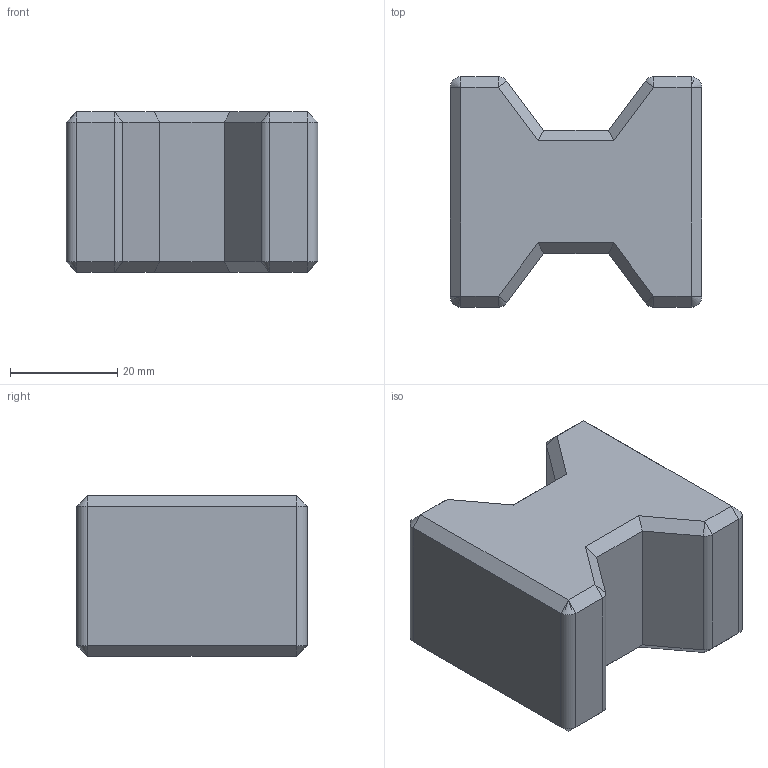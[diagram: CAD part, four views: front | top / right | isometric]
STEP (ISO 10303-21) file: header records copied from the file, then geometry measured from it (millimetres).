
FILE_DESCRIPTION(/* description */ (''),/* implementation_level */ '2;1');
FILE_NAME(/* name */ '47 & 43mm Inner Frame Spacer Jig v7.step',/* time_stamp */ '2021-10-22T21:04:15+01:00',/* author */ (''),/* organization */ (''),/* preprocessor_version */ 'ST-DEVELOPER v18.1',/* originating_system */ 'Autodesk Translation Framework v10.10.0.1391',/* authorisation */ '');
FILE_SCHEMA (('AUTOMOTIVE_DESIGN { 1 0 10303 214 3 1 1 }'));
Length unit declared in the file: millimetre
Products named in the file (1): 47 & 43mm Inner Frame Spacer Jig
Bounding box: 47 x 43 x 30 mm (x, y, z)
Volume: 48011.5 mm3; surface area: 8664.4 mm2
Topology: 1 solids, 1 shells, 62 faces, 140 edges, 64 vertices
Faces by surface type: plane 38, cone 16, cylinder 8
Entity records: 1556 total; most frequent: DIRECTION 266, CARTESIAN_POINT 251, ORIENTED_EDGE 248, EDGE_CURVE 124, LINE 108, VECTOR 108, AXIS2_PLACEMENT_3D 79, VERTEX_POINT 64
